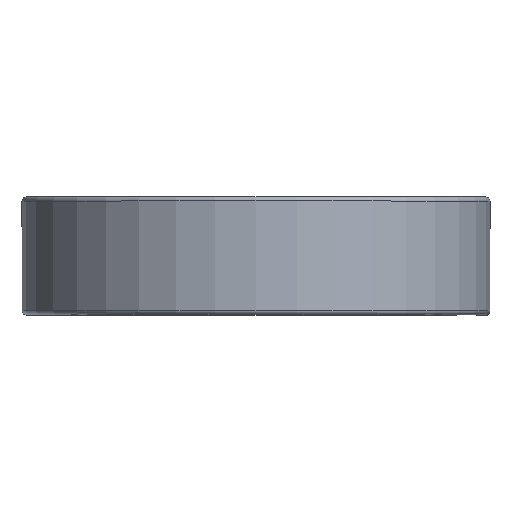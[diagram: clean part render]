
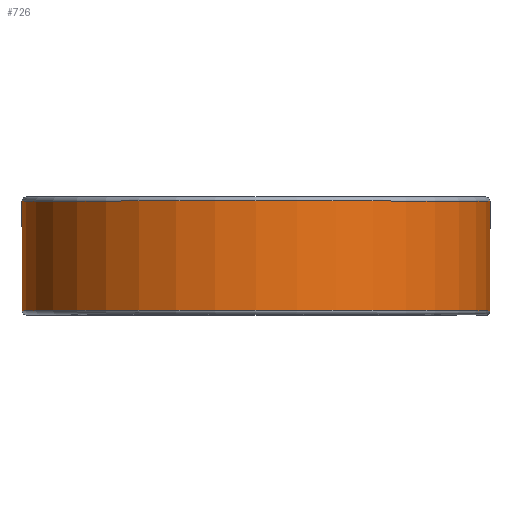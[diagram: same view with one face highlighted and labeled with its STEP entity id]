
A CAD part, top view. The second image highlights one B-rep face of the part: STEP entity #726.
In plain terms, the highlighted cylindrical face has radius 40.907 mm (diameter 81.813 mm), a partial arc.
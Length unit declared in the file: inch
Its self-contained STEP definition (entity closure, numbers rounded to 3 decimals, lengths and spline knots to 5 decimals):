
#15 = CIRCLE ( 'NONE', #2319, 1.6105 ) ;
#71 = CARTESIAN_POINT ( 'NONE',  ( 1.6105, 0.37625, 0. ) ) ;
#89 = EDGE_CURVE ( 'NONE', #399, #2182, #1651, .T. ) ;
#126 = DIRECTION ( 'NONE',  ( 0., 1., 0. ) ) ;
#143 = ORIENTED_EDGE ( 'NONE', *, *, #430, .F. ) ;
#260 = CIRCLE ( 'NONE', #885, 1.6105 ) ;
#353 = CARTESIAN_POINT ( 'NONE',  ( 1.6105, 0.37625, 0. ) ) ;
#356 = ORIENTED_EDGE ( 'NONE', *, *, #1790, .F. ) ;
#399 = VERTEX_POINT ( 'NONE', #531 ) ;
#430 = EDGE_CURVE ( 'NONE', #399, #1322, #15, .T. ) ;
#484 = DIRECTION ( 'NONE',  ( 0., 1., 0. ) ) ;
#531 = CARTESIAN_POINT ( 'NONE',  ( 1.6105, -0.37625, 0. ) ) ;
#665 = DIRECTION ( 'NONE',  ( 0., 0., -1. ) ) ;
#726 = ADVANCED_FACE ( 'NONE', ( #1707 ), #1873, .T. ) ;
#763 = EDGE_LOOP ( 'NONE', ( #2367, #1435, #356, #143 ) ) ;
#871 = VECTOR ( 'NONE', #484, 39.37008 ) ;
#885 = AXIS2_PLACEMENT_3D ( 'NONE', #1987, #934, #2193 ) ;
#934 = DIRECTION ( 'NONE',  ( 0., -1., 0. ) ) ;
#1211 = CARTESIAN_POINT ( 'NONE',  ( 0., -0.37625, -1.6105 ) ) ;
#1322 = VERTEX_POINT ( 'NONE', #1211 ) ;
#1435 = ORIENTED_EDGE ( 'NONE', *, *, #1573, .T. ) ;
#1540 = VERTEX_POINT ( 'NONE', #2135 ) ;
#1573 = EDGE_CURVE ( 'NONE', #2182, #1540, #260, .T. ) ;
#1651 = LINE ( 'NONE', #353, #871 ) ;
#1707 = FACE_OUTER_BOUND ( 'NONE', #763, .T. ) ;
#1790 = EDGE_CURVE ( 'NONE', #1322, #1540, #1885, .T. ) ;
#1873 = CYLINDRICAL_SURFACE ( 'NONE', #1969, 1.6105 ) ;
#1885 = LINE ( 'NONE', #2207, #1888 ) ;
#1888 = VECTOR ( 'NONE', #126, 39.37008 ) ;
#1969 = AXIS2_PLACEMENT_3D ( 'NONE', #2159, #2323, #665 ) ;
#1987 = CARTESIAN_POINT ( 'NONE',  ( 0., 0.37625, 0. ) ) ;
#2135 = CARTESIAN_POINT ( 'NONE',  ( 0., 0.37625, -1.6105 ) ) ;
#2159 = CARTESIAN_POINT ( 'NONE',  ( 0., 0.375, 0. ) ) ;
#2182 = VERTEX_POINT ( 'NONE', #71 ) ;
#2193 = DIRECTION ( 'NONE',  ( 0., 0., -1. ) ) ;
#2207 = CARTESIAN_POINT ( 'NONE',  ( 0., 0.37625, -1.6105 ) ) ;
#2232 = DIRECTION ( 'NONE',  ( 0., 0., -1. ) ) ;
#2239 = DIRECTION ( 'NONE',  ( 0., -1., 0. ) ) ;
#2319 = AXIS2_PLACEMENT_3D ( 'NONE', #2382, #2239, #2232 ) ;
#2323 = DIRECTION ( 'NONE',  ( 0., -1., 0. ) ) ;
#2367 = ORIENTED_EDGE ( 'NONE', *, *, #89, .T. ) ;
#2382 = CARTESIAN_POINT ( 'NONE',  ( 0., -0.37625, 0. ) ) ;
